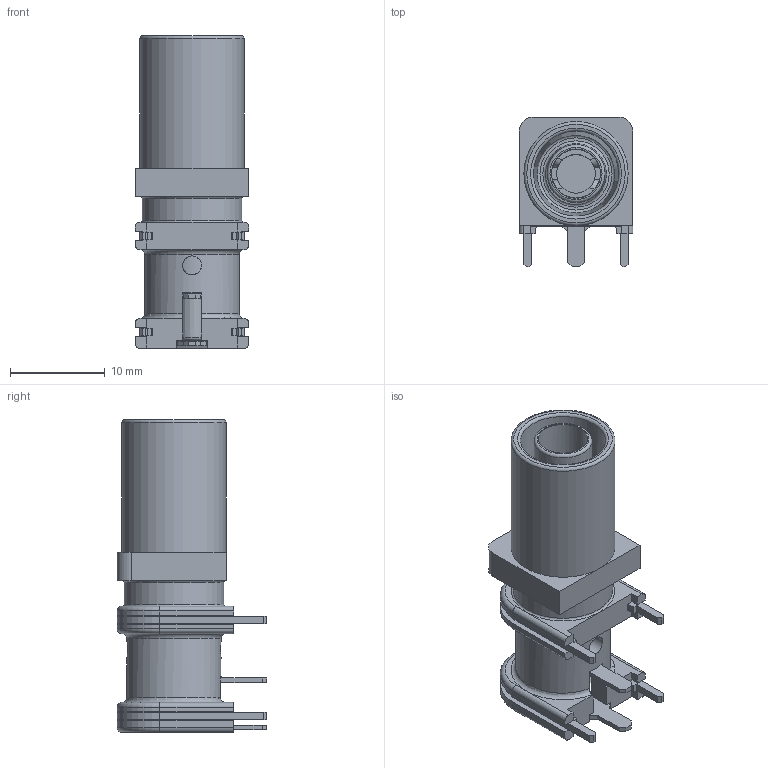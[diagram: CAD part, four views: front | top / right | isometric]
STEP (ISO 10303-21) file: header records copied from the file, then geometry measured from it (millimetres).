
FILE_DESCRIPTION(/* description */ (''),/* implementation_level */ '2;1');
FILE_NAME(/* name */ 'FCR7370G.stp',/* time_stamp */ '2025-10-01T15:11:06+01:00',/* author */ ('DJones'),/* organization */ (''),/* preprocessor_version */ 'ST-DEVELOPER v20',/* originating_system */ 'Autodesk Inventor 2025',/* authorisation */ '');
FILE_SCHEMA (('AUTOMOTIVE_DESIGN { 1 0 10303 214 3 1 1 }'));
Length unit declared in the file: millimetre
Products named in the file (1): 2 Pole P16N Assembly Green
Bounding box: 12 x 15.8 x 33 mm (x, y, z)
Volume: 2187.7 mm3; surface area: 3684.3 mm2
Topology: 1 solids, 1 shells, 385 faces, 1098 edges, 722 vertices
Faces by surface type: plane 235, cylinder 69, bspline 57, torus 19, cone 5
Full cylindrical faces by diameter (mm): 2 x2, 5.2 x1, 10 x1, 10.5 x1, 11 x1
Entity records: 14077 total; most frequent: CARTESIAN_POINT 3895, ORIENTED_EDGE 2192, DIRECTION 1799, EDGE_CURVE 1096, LINE 761, VECTOR 761, VERTEX_POINT 722, AXIS2_PLACEMENT_3D 519
